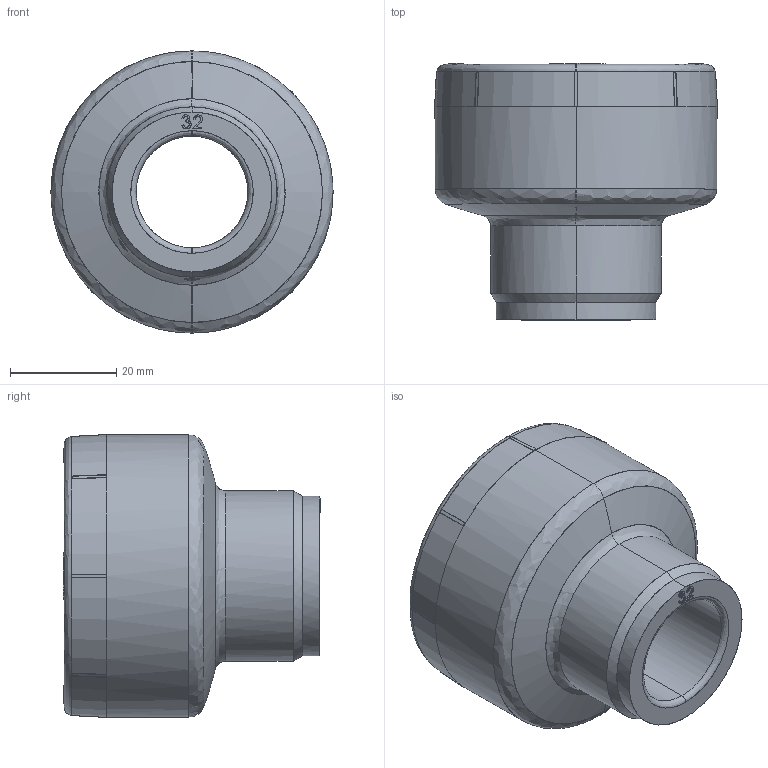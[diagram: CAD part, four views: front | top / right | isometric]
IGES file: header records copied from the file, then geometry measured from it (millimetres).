
Start section: SolidWorks IGES file using NURBS representation for surfaces
Global section: file name: 02052081017.IGS; native system: SolidWorks 2019; preprocessor: SolidWorks 2019; author: Fabio; date: 190708.151534; units: millimetre
Bounding box: 53.16 x 48.4 x 53.16 mm (x, y, z)
Surface area: 13848.1 mm2 (no closed solid volume)
Topology: 0 solids, 0 shells, 324 faces, 3575 edges, 3575 vertices
Faces by surface type: bspline 324
